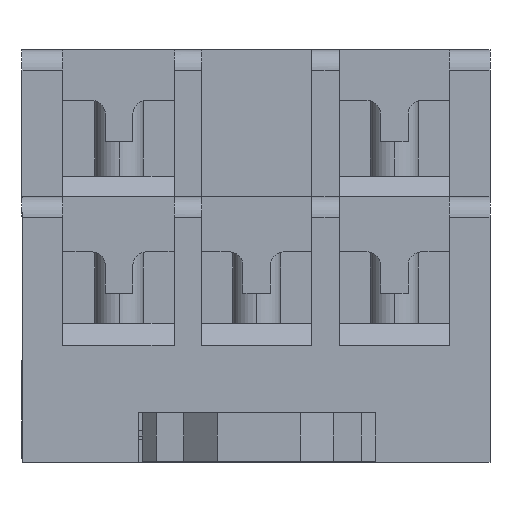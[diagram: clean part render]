
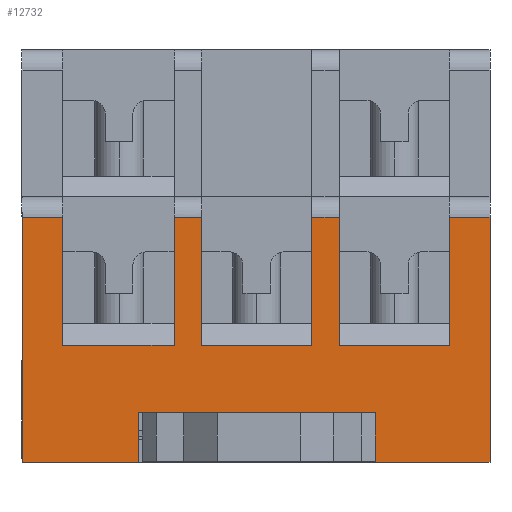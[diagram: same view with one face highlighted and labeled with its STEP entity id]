
A CAD part, front view. The second image highlights one B-rep face of the part: STEP entity #12732.
In plain terms, the highlighted planar face has unit normal (0, -1, 0).
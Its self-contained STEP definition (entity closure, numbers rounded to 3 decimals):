
#12687=AXIS2_PLACEMENT_3D('Plane Axis2P3D',#12684,#12685,#12686) ;
#1501=CARTESIAN_POINT('Vertex',(21.05,5.,8.5)) ;
#1504=CARTESIAN_POINT('Line Origine',(21.05,5.,13.15)) ;
#1508=CARTESIAN_POINT('Vertex',(21.05,5.,17.8)) ;
#1677=CARTESIAN_POINT('Vertex',(13.05,5.,17.8)) ;
#1680=CARTESIAN_POINT('Line Origine',(13.05,5.,13.15)) ;
#1684=CARTESIAN_POINT('Vertex',(13.05,5.,8.5)) ;
#1827=CARTESIAN_POINT('Line Origine',(32.5,5.,17.8)) ;
#1831=CARTESIAN_POINT('Vertex',(23.05,5.,17.8)) ;
#1865=CARTESIAN_POINT('Line Origine',(17.05,5.,8.5)) ;
#2038=CARTESIAN_POINT('Vertex',(11.05,5.,17.8)) ;
#2043=CARTESIAN_POINT('Line Origine',(32.5,5.,17.8)) ;
#2287=CARTESIAN_POINT('Vertex',(0.,5.,0.)) ;
#2290=CARTESIAN_POINT('Line Origine',(0.,5.,8.9)) ;
#2294=CARTESIAN_POINT('Vertex',(0.,5.,17.8)) ;
#2487=CARTESIAN_POINT('Line Origine',(32.5,5.,17.8)) ;
#2491=CARTESIAN_POINT('Vertex',(2.95,5.,17.8)) ;
#2546=CARTESIAN_POINT('Line Origine',(2.95,5.,13.15)) ;
#2550=CARTESIAN_POINT('Vertex',(2.95,5.,8.5)) ;
#2689=CARTESIAN_POINT('Vertex',(11.05,5.,8.5)) ;
#2692=CARTESIAN_POINT('Line Origine',(11.05,5.,13.15)) ;
#2758=CARTESIAN_POINT('Line Origine',(23.05,5.,13.15)) ;
#2762=CARTESIAN_POINT('Vertex',(23.05,5.,8.5)) ;
#2953=CARTESIAN_POINT('Vertex',(34.,5.,17.8)) ;
#2956=CARTESIAN_POINT('Line Origine',(34.,5.,8.9)) ;
#2960=CARTESIAN_POINT('Vertex',(34.,5.,0.)) ;
#3365=CARTESIAN_POINT('Line Origine',(29.775,5.,0.)) ;
#3369=CARTESIAN_POINT('Vertex',(25.55,5.,0.)) ;
#3419=CARTESIAN_POINT('Line Origine',(7.,5.,8.5)) ;
#3438=CARTESIAN_POINT('Line Origine',(4.225,5.,0.)) ;
#3442=CARTESIAN_POINT('Vertex',(8.45,5.,0.)) ;
#3515=CARTESIAN_POINT('Vertex',(8.45,5.,3.6)) ;
#3519=CARTESIAN_POINT('Control Point',(8.45,5.,0.)) ;
#3520=CARTESIAN_POINT('Control Point',(8.45,5.,3.6)) ;
#3559=CARTESIAN_POINT('Vertex',(25.55,5.,3.6)) ;
#3564=CARTESIAN_POINT('Line Origine',(21.775,5.,3.6)) ;
#3568=CARTESIAN_POINT('Vertex',(18.,5.,3.6)) ;
#3571=CARTESIAN_POINT('Line Origine',(17.,5.,3.6)) ;
#3575=CARTESIAN_POINT('Vertex',(16.,5.,3.6)) ;
#3578=CARTESIAN_POINT('Line Origine',(12.225,5.,3.6)) ;
#3655=CARTESIAN_POINT('Control Point',(25.55,5.,3.6)) ;
#3656=CARTESIAN_POINT('Control Point',(25.55,5.,0.)) ;
#12684=CARTESIAN_POINT('Axis2P3D Location',(1.5,5.,30.)) ;
#12689=CARTESIAN_POINT('Line Origine',(32.525,5.,17.8)) ;
#12693=CARTESIAN_POINT('Vertex',(31.05,5.,17.8)) ;
#12696=CARTESIAN_POINT('Line Origine',(31.05,5.,13.15)) ;
#12700=CARTESIAN_POINT('Vertex',(31.05,5.,8.5)) ;
#12703=CARTESIAN_POINT('Line Origine',(27.05,5.,8.5)) ;
#1505=DIRECTION('Vector Direction',(0.,0.,1.)) ;
#1681=DIRECTION('Vector Direction',(0.,0.,-1.)) ;
#1828=DIRECTION('Vector Direction',(1.,0.,0.)) ;
#1866=DIRECTION('Vector Direction',(-1.,0.,0.)) ;
#2044=DIRECTION('Vector Direction',(1.,0.,0.)) ;
#2291=DIRECTION('Vector Direction',(0.,0.,-1.)) ;
#2488=DIRECTION('Vector Direction',(1.,0.,0.)) ;
#2547=DIRECTION('Vector Direction',(0.,0.,-1.)) ;
#2693=DIRECTION('Vector Direction',(0.,0.,1.)) ;
#2759=DIRECTION('Vector Direction',(0.,0.,-1.)) ;
#2957=DIRECTION('Vector Direction',(0.,0.,1.)) ;
#3366=DIRECTION('Vector Direction',(-1.,0.,0.)) ;
#3420=DIRECTION('Vector Direction',(-1.,0.,0.)) ;
#3439=DIRECTION('Vector Direction',(-1.,0.,0.)) ;
#3565=DIRECTION('Vector Direction',(-1.,0.,0.)) ;
#3572=DIRECTION('Vector Direction',(-1.,0.,0.)) ;
#3579=DIRECTION('Vector Direction',(-1.,0.,0.)) ;
#12685=DIRECTION('Axis2P3D Direction',(0.,1.,0.)) ;
#12686=DIRECTION('Axis2P3D XDirection',(-1.,0.,0.)) ;
#12690=DIRECTION('Vector Direction',(-1.,0.,0.)) ;
#12697=DIRECTION('Vector Direction',(0.,0.,1.)) ;
#12704=DIRECTION('Vector Direction',(-1.,0.,0.)) ;
#1506=VECTOR('Line Direction',#1505,1.) ;
#1682=VECTOR('Line Direction',#1681,1.) ;
#1829=VECTOR('Line Direction',#1828,1.) ;
#1867=VECTOR('Line Direction',#1866,1.) ;
#2045=VECTOR('Line Direction',#2044,1.) ;
#2292=VECTOR('Line Direction',#2291,1.) ;
#2489=VECTOR('Line Direction',#2488,1.) ;
#2548=VECTOR('Line Direction',#2547,1.) ;
#2694=VECTOR('Line Direction',#2693,1.) ;
#2760=VECTOR('Line Direction',#2759,1.) ;
#2958=VECTOR('Line Direction',#2957,1.) ;
#3367=VECTOR('Line Direction',#3366,1.) ;
#3421=VECTOR('Line Direction',#3420,1.) ;
#3440=VECTOR('Line Direction',#3439,1.) ;
#3566=VECTOR('Line Direction',#3565,1.) ;
#3573=VECTOR('Line Direction',#3572,1.) ;
#3580=VECTOR('Line Direction',#3579,1.) ;
#12691=VECTOR('Line Direction',#12690,1.) ;
#12698=VECTOR('Line Direction',#12697,1.) ;
#12705=VECTOR('Line Direction',#12704,1.) ;
#12709=ORIENTED_EDGE('',*,*,#3371,.F.) ;
#12710=ORIENTED_EDGE('',*,*,#2962,.F.) ;
#12711=ORIENTED_EDGE('',*,*,#12695,.T.) ;
#12712=ORIENTED_EDGE('',*,*,#12702,.T.) ;
#12713=ORIENTED_EDGE('',*,*,#12707,.T.) ;
#12714=ORIENTED_EDGE('',*,*,#2764,.F.) ;
#12715=ORIENTED_EDGE('',*,*,#1833,.F.) ;
#12716=ORIENTED_EDGE('',*,*,#1510,.T.) ;
#12717=ORIENTED_EDGE('',*,*,#1869,.T.) ;
#12718=ORIENTED_EDGE('',*,*,#1686,.F.) ;
#12719=ORIENTED_EDGE('',*,*,#2047,.F.) ;
#12720=ORIENTED_EDGE('',*,*,#2696,.T.) ;
#12721=ORIENTED_EDGE('',*,*,#3423,.T.) ;
#12722=ORIENTED_EDGE('',*,*,#2552,.F.) ;
#12723=ORIENTED_EDGE('',*,*,#2493,.F.) ;
#12724=ORIENTED_EDGE('',*,*,#2296,.F.) ;
#12725=ORIENTED_EDGE('',*,*,#3444,.F.) ;
#12726=ORIENTED_EDGE('',*,*,#3521,.F.) ;
#12727=ORIENTED_EDGE('',*,*,#3582,.F.) ;
#12728=ORIENTED_EDGE('',*,*,#3577,.F.) ;
#12729=ORIENTED_EDGE('',*,*,#3570,.F.) ;
#12730=ORIENTED_EDGE('',*,*,#3657,.F.) ;
#12732=ADVANCED_FACE('SOCKEL',(#12731),#12688,.F.) ;
#3518=B_SPLINE_CURVE_WITH_KNOTS('',1,(#3519,#3520),.UNSPECIFIED.,.F.,.U.,(2,2),(0.,3.6),.UNSPECIFIED.) ;
#3654=B_SPLINE_CURVE_WITH_KNOTS('',1,(#3655,#3656),.UNSPECIFIED.,.F.,.U.,(2,2),(0.,3.6),.UNSPECIFIED.) ;
#1510=EDGE_CURVE('',#1509,#1502,#1507,.F.) ;
#1686=EDGE_CURVE('',#1678,#1685,#1683,.T.) ;
#1833=EDGE_CURVE('',#1509,#1832,#1830,.T.) ;
#1869=EDGE_CURVE('',#1502,#1685,#1868,.T.) ;
#2047=EDGE_CURVE('',#2039,#1678,#2046,.T.) ;
#2296=EDGE_CURVE('',#2288,#2295,#2293,.F.) ;
#2493=EDGE_CURVE('',#2295,#2492,#2490,.T.) ;
#2552=EDGE_CURVE('',#2492,#2551,#2549,.T.) ;
#2696=EDGE_CURVE('',#2039,#2690,#2695,.F.) ;
#2764=EDGE_CURVE('',#1832,#2763,#2761,.T.) ;
#2962=EDGE_CURVE('',#2954,#2961,#2959,.F.) ;
#3371=EDGE_CURVE('',#2961,#3370,#3368,.T.) ;
#3423=EDGE_CURVE('',#2690,#2551,#3422,.T.) ;
#3444=EDGE_CURVE('',#3443,#2288,#3441,.T.) ;
#3521=EDGE_CURVE('',#3516,#3443,#3518,.F.) ;
#3570=EDGE_CURVE('',#3560,#3569,#3567,.T.) ;
#3577=EDGE_CURVE('',#3569,#3576,#3574,.T.) ;
#3582=EDGE_CURVE('',#3576,#3516,#3581,.T.) ;
#3657=EDGE_CURVE('',#3370,#3560,#3654,.F.) ;
#12695=EDGE_CURVE('',#2954,#12694,#12692,.T.) ;
#12702=EDGE_CURVE('',#12694,#12701,#12699,.F.) ;
#12707=EDGE_CURVE('',#12701,#2763,#12706,.T.) ;
#12708=EDGE_LOOP('',(#12709,#12710,#12711,#12712,#12713,#12714,#12715,#12716,#12717,#12718,#12719,#12720,#12721,#12722,#12723,#12724,#12725,#12726,#12727,#12728,#12729,#12730)) ;
#12731=FACE_OUTER_BOUND('',#12708,.T.) ;
#1507=LINE('Line',#1504,#1506) ;
#1683=LINE('Line',#1680,#1682) ;
#1830=LINE('Line',#1827,#1829) ;
#1868=LINE('Line',#1865,#1867) ;
#2046=LINE('Line',#2043,#2045) ;
#2293=LINE('Line',#2290,#2292) ;
#2490=LINE('Line',#2487,#2489) ;
#2549=LINE('Line',#2546,#2548) ;
#2695=LINE('Line',#2692,#2694) ;
#2761=LINE('Line',#2758,#2760) ;
#2959=LINE('Line',#2956,#2958) ;
#3368=LINE('Line',#3365,#3367) ;
#3422=LINE('Line',#3419,#3421) ;
#3441=LINE('Line',#3438,#3440) ;
#3567=LINE('Line',#3564,#3566) ;
#3574=LINE('Line',#3571,#3573) ;
#3581=LINE('Line',#3578,#3580) ;
#12692=LINE('Line',#12689,#12691) ;
#12699=LINE('Line',#12696,#12698) ;
#12706=LINE('Line',#12703,#12705) ;
#12688=PLANE('',#12687) ;
#1502=VERTEX_POINT('',#1501) ;
#1509=VERTEX_POINT('',#1508) ;
#1678=VERTEX_POINT('',#1677) ;
#1685=VERTEX_POINT('',#1684) ;
#1832=VERTEX_POINT('',#1831) ;
#2039=VERTEX_POINT('',#2038) ;
#2288=VERTEX_POINT('',#2287) ;
#2295=VERTEX_POINT('',#2294) ;
#2492=VERTEX_POINT('',#2491) ;
#2551=VERTEX_POINT('',#2550) ;
#2690=VERTEX_POINT('',#2689) ;
#2763=VERTEX_POINT('',#2762) ;
#2954=VERTEX_POINT('',#2953) ;
#2961=VERTEX_POINT('',#2960) ;
#3370=VERTEX_POINT('',#3369) ;
#3443=VERTEX_POINT('',#3442) ;
#3516=VERTEX_POINT('',#3515) ;
#3560=VERTEX_POINT('',#3559) ;
#3569=VERTEX_POINT('',#3568) ;
#3576=VERTEX_POINT('',#3575) ;
#12694=VERTEX_POINT('',#12693) ;
#12701=VERTEX_POINT('',#12700) ;
